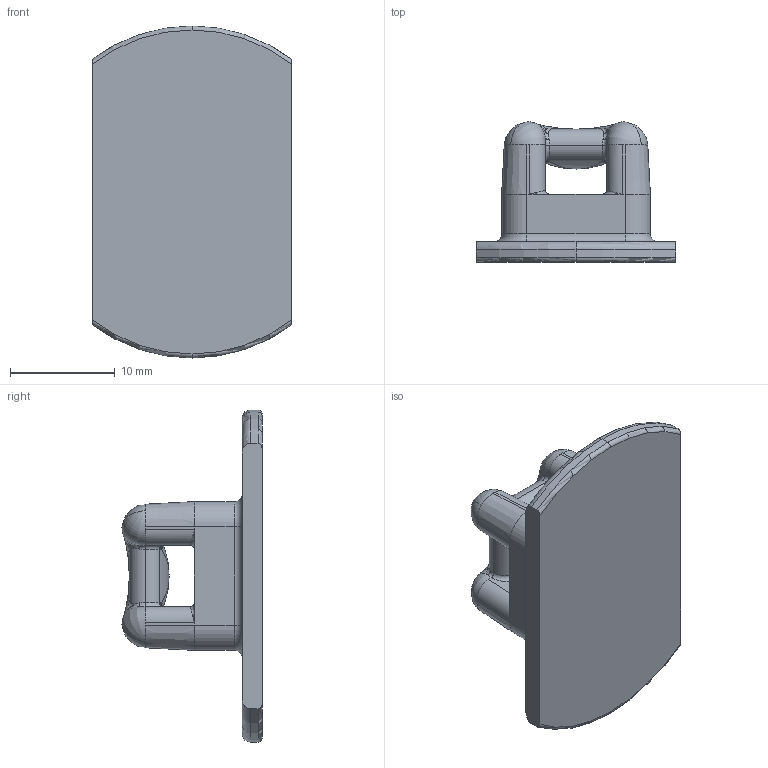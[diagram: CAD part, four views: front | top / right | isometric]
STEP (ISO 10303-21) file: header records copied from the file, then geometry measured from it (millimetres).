
FILE_DESCRIPTION (( 'STEP AP214' ), '1' );
FILE_NAME ('cb4564v3-8p750.STEP', '2020-03-05T23:43:00', ( '' ), ( '' ), 'SwSTEP 2.0', 'SolidWorks 2019', '' );
FILE_SCHEMA (( 'AUTOMOTIVE_DESIGN' ));
Length unit declared in the file: inch
Products named in the file (1): cb4564v3-8p750
Bounding box: 19.05 x 13.4 x 31.75 mm (x, y, z)
Volume: 2087 mm3; surface area: 2231.3 mm2
Topology: 1 solids, 1 shells, 199 faces, 525 edges, 286 vertices
Faces by surface type: bspline 90, cylinder 38, plane 37, torus 28, cone 6
Entity records: 11985 total; most frequent: CARTESIAN_POINT 8195, ORIENTED_EDGE 968, DIRECTION 534, EDGE_CURVE 484, VERTEX_POINT 284, B_SPLINE_CURVE_WITH_KNOTS 216, AXIS2_PLACEMENT_3D 210, EDGE_LOOP 198
